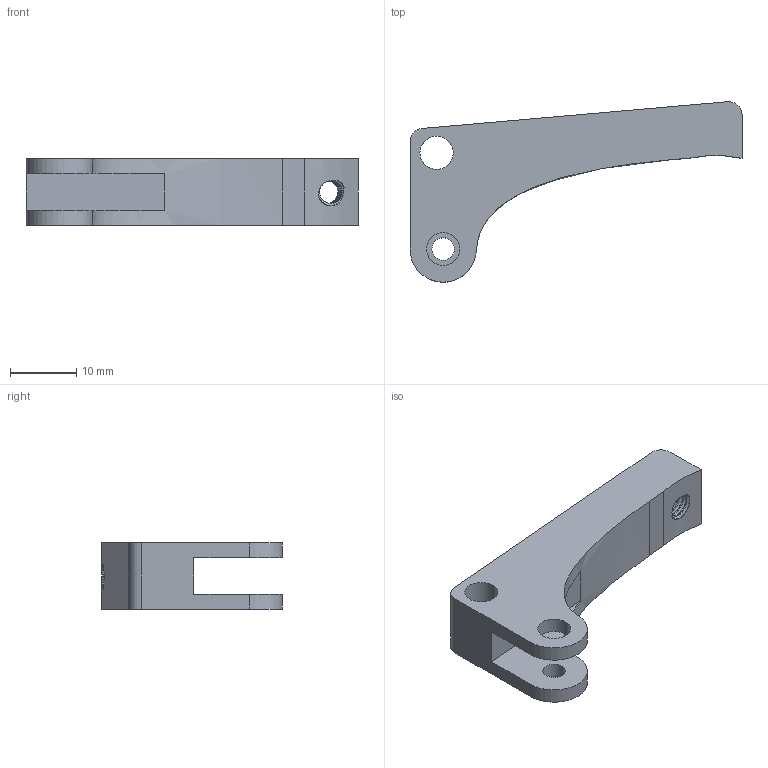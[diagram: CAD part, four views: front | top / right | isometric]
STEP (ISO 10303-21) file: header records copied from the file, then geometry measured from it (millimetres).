
FILE_DESCRIPTION (( 'STEP AP214' ), '1' );
FILE_NAME ('extruder tensioner.STEP', '2024-12-23T09:57:32', ( '' ), ( '' ), 'SwSTEP 2.0', 'SolidWorks 2021', '' );
FILE_SCHEMA (( 'AUTOMOTIVE_DESIGN' ));
Length unit declared in the file: millimetre
Products named in the file (1): extruder tensioner
Bounding box: 50 x 27.18 x 10 mm (x, y, z)
Volume: 4777.9 mm3; surface area: 3010.8 mm2
Topology: 1 solids, 1 shells, 48 faces, 138 edges, 92 vertices
Faces by surface type: cylinder 35, plane 9, bspline 4
Entity records: 4836 total; most frequent: CARTESIAN_POINT 3665, ORIENTED_EDGE 276, DIRECTION 189, EDGE_CURVE 138, VERTEX_POINT 92, AXIS2_PLACEMENT_3D 69, EDGE_LOOP 56, VECTOR 51
